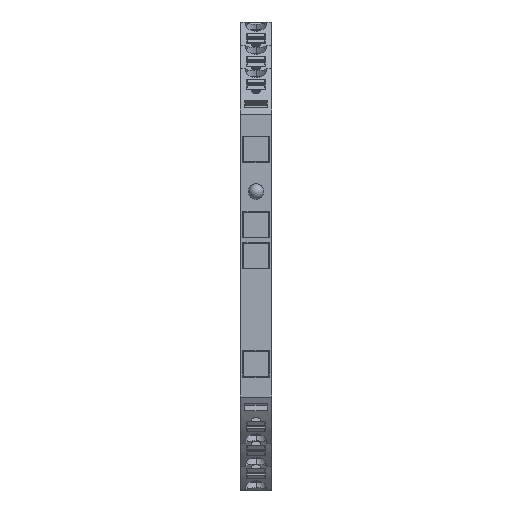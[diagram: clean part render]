
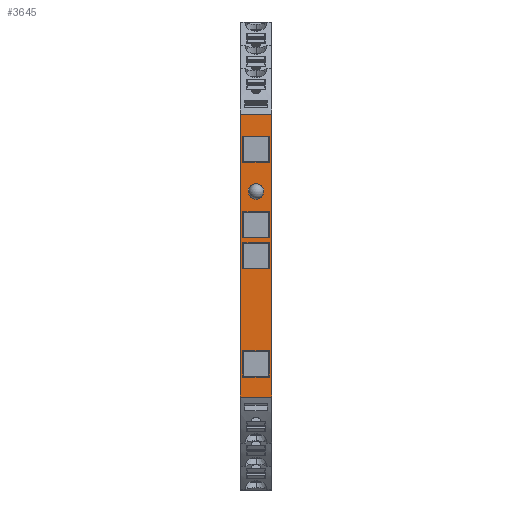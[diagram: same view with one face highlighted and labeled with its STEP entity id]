
A CAD part, top view. The second image highlights one B-rep face of the part: STEP entity #3645.
In plain terms, the highlighted planar face has unit normal (0, 0, 1).
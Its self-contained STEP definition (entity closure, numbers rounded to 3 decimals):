
#3645=ADVANCED_FACE('',(#9530,#9531,#9532,#9533,#9534,#9535),#9536,.T.);
#3703=VERTEX_POINT('',#9611);
#3711=VERTEX_POINT('',#9619);
#3715=EDGE_CURVE('',#3703,#3711,#9623,.T.);
#6429=VERTEX_POINT('',#12337);
#6433=VERTEX_POINT('',#12341);
#6435=EDGE_CURVE('',#6433,#6429,#12343,.T.);
#7077=EDGE_CURVE('',#3711,#3703,#12985,.T.);
#7081=VERTEX_POINT('',#12989);
#7083=VERTEX_POINT('',#12991);
#7085=EDGE_CURVE('',#7081,#7083,#12993,.T.);
#7097=VERTEX_POINT('',#13005);
#7099=EDGE_CURVE('',#7083,#7097,#13007,.T.);
#7113=VERTEX_POINT('',#13021);
#7115=EDGE_CURVE('',#7097,#7113,#13023,.T.);
#7119=EDGE_CURVE('',#7113,#7081,#13027,.T.);
#7121=VERTEX_POINT('',#13029);
#7123=VERTEX_POINT('',#13031);
#7125=EDGE_CURVE('',#7121,#7123,#13033,.T.);
#7137=VERTEX_POINT('',#13045);
#7139=EDGE_CURVE('',#7123,#7137,#13047,.T.);
#7153=VERTEX_POINT('',#13061);
#7155=EDGE_CURVE('',#7137,#7153,#13063,.T.);
#7159=EDGE_CURVE('',#7153,#7121,#13067,.T.);
#7161=VERTEX_POINT('',#13069);
#7163=VERTEX_POINT('',#13071);
#7165=EDGE_CURVE('',#7161,#7163,#13073,.T.);
#7177=VERTEX_POINT('',#13085);
#7179=EDGE_CURVE('',#7163,#7177,#13087,.T.);
#7193=VERTEX_POINT('',#13101);
#7195=EDGE_CURVE('',#7177,#7193,#13103,.T.);
#7199=EDGE_CURVE('',#7193,#7161,#13107,.T.);
#7201=VERTEX_POINT('',#13109);
#7203=VERTEX_POINT('',#13111);
#7205=EDGE_CURVE('',#7201,#7203,#13113,.T.);
#7217=VERTEX_POINT('',#13125);
#7219=EDGE_CURVE('',#7203,#7217,#13127,.T.);
#7233=VERTEX_POINT('',#13141);
#7235=EDGE_CURVE('',#7217,#7233,#13143,.T.);
#7239=EDGE_CURVE('',#7233,#7201,#13147,.T.);
#7491=VERTEX_POINT('',#13399);
#7493=EDGE_CURVE('',#6433,#7491,#13401,.T.);
#7961=VERTEX_POINT('',#13869);
#7965=EDGE_CURVE('',#6429,#7961,#13873,.T.);
#8065=EDGE_CURVE('',#7491,#7961,#13973,.T.);
#9530=FACE_OUTER_BOUND('',#15428,.T.);
#9531=FACE_BOUND('',#15429,.T.);
#9532=FACE_BOUND('',#15430,.T.);
#9533=FACE_BOUND('',#15431,.T.);
#9534=FACE_BOUND('',#15432,.T.);
#9535=FACE_BOUND('',#15433,.T.);
#9536=PLANE('',#15434);
#9611=CARTESIAN_POINT('',(4.65,59.278,70.999));
#9619=CARTESIAN_POINT('',(1.55,59.278,70.999));
#9623=CIRCLE('',#15539,1.55);
#12337=CARTESIAN_POINT('',(0.0,74.652,70.999));
#12341=CARTESIAN_POINT('',(6.2,74.652,70.999));
#12343=LINE('',#20881,#20882);
#12985=CIRCLE('',#21908,1.55);
#12989=CARTESIAN_POINT('',(0.475,22.378,70.999));
#12991=CARTESIAN_POINT('',(0.475,27.578,70.999));
#12993=LINE('',#21918,#21919);
#13005=CARTESIAN_POINT('',(5.725,27.578,70.999));
#13007=LINE('',#21940,#21941);
#13021=CARTESIAN_POINT('',(5.725,22.378,70.999));
#13023=LINE('',#21966,#21967);
#13027=LINE('',#21974,#21975);
#13029=CARTESIAN_POINT('',(0.5,43.878,70.999));
#13031=CARTESIAN_POINT('',(0.5,49.078,70.999));
#13033=LINE('',#21982,#21983);
#13045=CARTESIAN_POINT('',(5.75,49.078,70.999));
#13047=LINE('',#22004,#22005);
#13061=CARTESIAN_POINT('',(5.75,43.878,70.999));
#13063=LINE('',#22030,#22031);
#13067=LINE('',#22038,#22039);
#13069=CARTESIAN_POINT('',(0.5,50.028,70.999));
#13071=CARTESIAN_POINT('',(0.5,55.228,70.999));
#13073=LINE('',#22046,#22047);
#13085=CARTESIAN_POINT('',(5.75,55.228,70.999));
#13087=LINE('',#22068,#22069);
#13101=CARTESIAN_POINT('',(5.75,50.028,70.999));
#13103=LINE('',#22094,#22095);
#13107=LINE('',#22102,#22103);
#13109=CARTESIAN_POINT('',(0.475,65.078,70.999));
#13111=CARTESIAN_POINT('',(0.475,70.278,70.999));
#13113=LINE('',#22110,#22111);
#13125=CARTESIAN_POINT('',(5.725,70.278,70.999));
#13127=LINE('',#22132,#22133);
#13141=CARTESIAN_POINT('',(5.725,65.078,70.999));
#13143=LINE('',#22158,#22159);
#13147=LINE('',#22166,#22167);
#13399=CARTESIAN_POINT('',(6.2,18.403,70.999));
#13401=LINE('',#22555,#22556);
#13869=CARTESIAN_POINT('',(0.0,18.403,70.999));
#13873=LINE('',#23279,#23280);
#13973=LINE('',#23449,#23450);
#15428=EDGE_LOOP('',(#27887,#27888,#27889,#27890));
#15429=EDGE_LOOP('',(#27891,#27892));
#15430=EDGE_LOOP('',(#27893,#27894,#27895,#27896));
#15431=EDGE_LOOP('',(#27897,#27898,#27899,#27900));
#15432=EDGE_LOOP('',(#27901,#27902,#27903,#27904));
#15433=EDGE_LOOP('',(#27905,#27906,#27907,#27908));
#15434=AXIS2_PLACEMENT_3D('',#27909,#27910,#27911);
#15539=AXIS2_PLACEMENT_3D('',#28062,#28063,#28064);
#20881=CARTESIAN_POINT('',(6.2,74.652,70.999));
#20882=VECTOR('',#29079,1.0);
#21908=AXIS2_PLACEMENT_3D('',#29314,#29315,#29316);
#21918=CARTESIAN_POINT('',(0.475,48.515,70.999));
#21919=VECTOR('',#29320,1.0);
#21940=CARTESIAN_POINT('',(4.65,27.578,70.999));
#21941=VECTOR('',#29324,1.0);
#21966=CARTESIAN_POINT('',(5.725,48.515,70.999));
#21967=VECTOR('',#29329,1.0);
#21974=CARTESIAN_POINT('',(4.65,22.378,70.999));
#21975=VECTOR('',#29331,1.0);
#21982=CARTESIAN_POINT('',(0.5,59.265,70.999));
#21983=VECTOR('',#29332,1.0);
#22004=CARTESIAN_POINT('',(4.663,49.078,70.999));
#22005=VECTOR('',#29336,1.0);
#22030=CARTESIAN_POINT('',(5.75,59.265,70.999));
#22031=VECTOR('',#29341,1.0);
#22038=CARTESIAN_POINT('',(4.663,43.878,70.999));
#22039=VECTOR('',#29343,1.0);
#22046=CARTESIAN_POINT('',(0.5,62.34,70.999));
#22047=VECTOR('',#29344,1.0);
#22068=CARTESIAN_POINT('',(4.663,55.228,70.999));
#22069=VECTOR('',#29348,1.0);
#22094=CARTESIAN_POINT('',(5.75,62.34,70.999));
#22095=VECTOR('',#29353,1.0);
#22102=CARTESIAN_POINT('',(4.663,50.028,70.999));
#22103=VECTOR('',#29355,1.0);
#22110=CARTESIAN_POINT('',(0.475,69.865,70.999));
#22111=VECTOR('',#29356,1.0);
#22132=CARTESIAN_POINT('',(4.65,70.278,70.999));
#22133=VECTOR('',#29360,1.0);
#22158=CARTESIAN_POINT('',(5.725,69.865,70.999));
#22159=VECTOR('',#29365,1.0);
#22166=CARTESIAN_POINT('',(4.65,65.078,70.999));
#22167=VECTOR('',#29367,1.0);
#22555=CARTESIAN_POINT('',(6.2,74.652,70.999));
#22556=VECTOR('',#29467,1.0);
#23279=CARTESIAN_POINT('',(0.0,74.652,70.999));
#23280=VECTOR('',#29688,1.0);
#23449=CARTESIAN_POINT('',(6.2,18.403,70.999));
#23450=VECTOR('',#29733,1.0);
#27887=ORIENTED_EDGE('',*,*,#7965,.T.);
#27888=ORIENTED_EDGE('',*,*,#8065,.F.);
#27889=ORIENTED_EDGE('',*,*,#7493,.F.);
#27890=ORIENTED_EDGE('',*,*,#6435,.T.);
#27891=ORIENTED_EDGE('',*,*,#7077,.T.);
#27892=ORIENTED_EDGE('',*,*,#3715,.T.);
#27893=ORIENTED_EDGE('',*,*,#7115,.T.);
#27894=ORIENTED_EDGE('',*,*,#7119,.T.);
#27895=ORIENTED_EDGE('',*,*,#7085,.T.);
#27896=ORIENTED_EDGE('',*,*,#7099,.T.);
#27897=ORIENTED_EDGE('',*,*,#7155,.T.);
#27898=ORIENTED_EDGE('',*,*,#7159,.T.);
#27899=ORIENTED_EDGE('',*,*,#7125,.T.);
#27900=ORIENTED_EDGE('',*,*,#7139,.T.);
#27901=ORIENTED_EDGE('',*,*,#7195,.T.);
#27902=ORIENTED_EDGE('',*,*,#7199,.T.);
#27903=ORIENTED_EDGE('',*,*,#7165,.T.);
#27904=ORIENTED_EDGE('',*,*,#7179,.T.);
#27905=ORIENTED_EDGE('',*,*,#7235,.T.);
#27906=ORIENTED_EDGE('',*,*,#7239,.T.);
#27907=ORIENTED_EDGE('',*,*,#7205,.T.);
#27908=ORIENTED_EDGE('',*,*,#7219,.T.);
#27909=CARTESIAN_POINT('',(6.2,74.652,70.999));
#27910=DIRECTION('',(0.0,0.0,1.0));
#27911=DIRECTION('',(0.0,-1.0,0.0));
#28062=CARTESIAN_POINT('',(3.1,59.278,70.999));
#28063=DIRECTION('',(0.0,0.0,-1.0));
#28064=DIRECTION('',(1.0,0.0,0.0));
#29079=DIRECTION('',(-1.0,0.0,0.0));
#29314=CARTESIAN_POINT('',(3.1,59.278,70.999));
#29315=DIRECTION('',(0.0,0.0,-1.0));
#29316=DIRECTION('',(1.0,0.0,0.0));
#29320=DIRECTION('',(0.0,1.0,0.0));
#29324=DIRECTION('',(1.0,0.0,0.0));
#29329=DIRECTION('',(0.0,-1.0,0.0));
#29331=DIRECTION('',(-1.0,0.0,0.0));
#29332=DIRECTION('',(0.0,1.0,0.0));
#29336=DIRECTION('',(1.0,0.0,0.0));
#29341=DIRECTION('',(0.0,-1.0,0.0));
#29343=DIRECTION('',(-1.0,0.0,0.0));
#29344=DIRECTION('',(0.0,1.0,0.0));
#29348=DIRECTION('',(1.0,0.0,0.0));
#29353=DIRECTION('',(0.0,-1.0,0.0));
#29355=DIRECTION('',(-1.0,0.0,0.0));
#29356=DIRECTION('',(0.0,1.0,0.0));
#29360=DIRECTION('',(1.0,0.0,0.0));
#29365=DIRECTION('',(0.0,-1.0,0.0));
#29367=DIRECTION('',(-1.0,0.0,0.0));
#29467=DIRECTION('',(0.0,-1.0,0.0));
#29688=DIRECTION('',(0.0,-1.0,0.0));
#29733=DIRECTION('',(-1.0,0.0,0.0));
